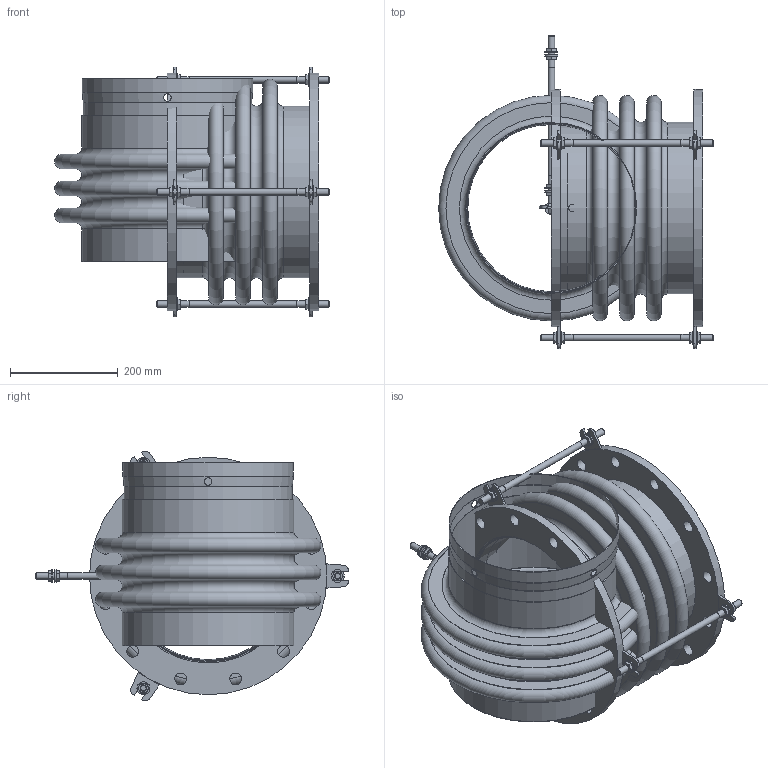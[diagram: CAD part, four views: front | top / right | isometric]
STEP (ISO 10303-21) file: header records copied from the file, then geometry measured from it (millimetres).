
FILE_DESCRIPTION( ( 'Unknown' ), '1' );
FILE_NAME( 'Expansion joint DN 300-24.stp', 'Unknown', ( 'Unknown' ), ( 'Unknown' ), 'PSStep 14.0', 'Unknown', ' ' );
FILE_SCHEMA( ( 'AUTOMOTIVE_DESIGN { 1 0 10303 214 1 1 1 1 }' ) );
Length unit declared in the file: millimetre
Products named in the file (10): Assem1; Fixation bolt; Flange with bracket; Pin bolt; Flat washer 12 mm; Flat nut M12; Flange; Bracket; Bellows x 3; Skirt
Bounding box: 508.99 x 580 x 463.04 mm (x, y, z)
Volume: 6131286.1 mm3; surface area: 3970461.8 mm2
Topology: 57 solids, 57 shells, 614 faces, 1402 edges, 936 vertices
Faces by surface type: plane 324, cylinder 180, cone 48, bspline 34, torus 28
Full cylindrical faces by diameter (mm): 10.106 x17, 12 x10, 12.001 x5, 13 x17, 14 x8, 22 x48, 24 x17, 310 x2, 312 x2, 314 x2, 316 x6, 318 x8, 322 x4, 440 x4
Entity records: 4256 total; most frequent: CARTESIAN_POINT 1287, DIRECTION 456, ORIENTED_EDGE 288, AXIS2_PLACEMENT_3D 213, EDGE_LOOP 212, FACE_OUTER_BOUND 149, EDGE_CURVE 144, VERTEX_POINT 128
